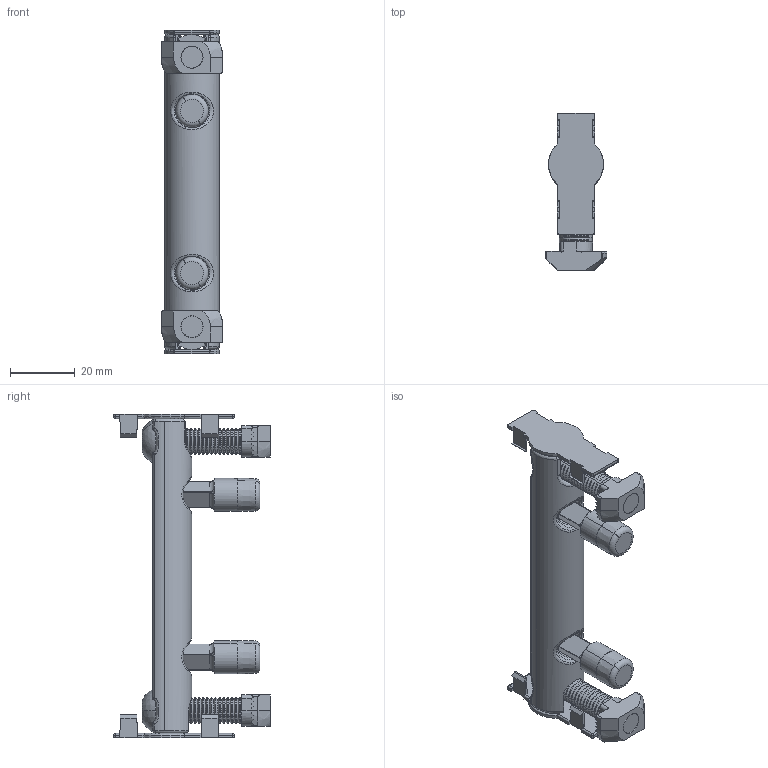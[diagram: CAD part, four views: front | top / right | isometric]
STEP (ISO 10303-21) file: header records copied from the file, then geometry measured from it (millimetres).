
FILE_DESCRIPTION (( 'STEP AP214' ), '1' );
FILE_NAME ('099c1001.STEP', '2014-08-21T07:04:38', ( '' ), ( '' ), 'SwSTEP 2.0', 'SolidWorks 2014', '' );
FILE_SCHEMA (( 'AUTOMOTIVE_DESIGN' ));
Length unit declared in the file: millimetre
Products named in the file (6): 4iso7380m0835m_4 ISO 7380 M8 35 m S01; 099CA17_Standard; kt20002002_kt 20002 002; 096h10430_096 h 10 8 30; 099c1001r01; 099c1001
Assembly tree (9 placements, depth 2):
  099c1001
    099c1001r01
    096h10430_096 h 10 8 30  x2
    kt20002002_kt 20002 002  x2
    099CA17_Standard  x2
    4iso7380m0835m_4 ISO 7380 M8 35 m S01  x2
Bounding box: 19 x 48.25 x 99.8 mm (x, y, z)
Volume: 23373.4 mm3; surface area: 15108.2 mm2
Topology: 9 solids, 9 shells, 1034 faces, 2652 edges, 1602 vertices
Faces by surface type: cylinder 325, plane 321, cone 224, bspline 89, sphere 38, torus 37
Entity records: 23261 total; most frequent: CARTESIAN_POINT 9273, ORIENTED_EDGE 2952, DIRECTION 2888, EDGE_CURVE 1476, AXIS2_PLACEMENT_3D 1106, VERTEX_POINT 897, VECTOR 676, LINE 676
